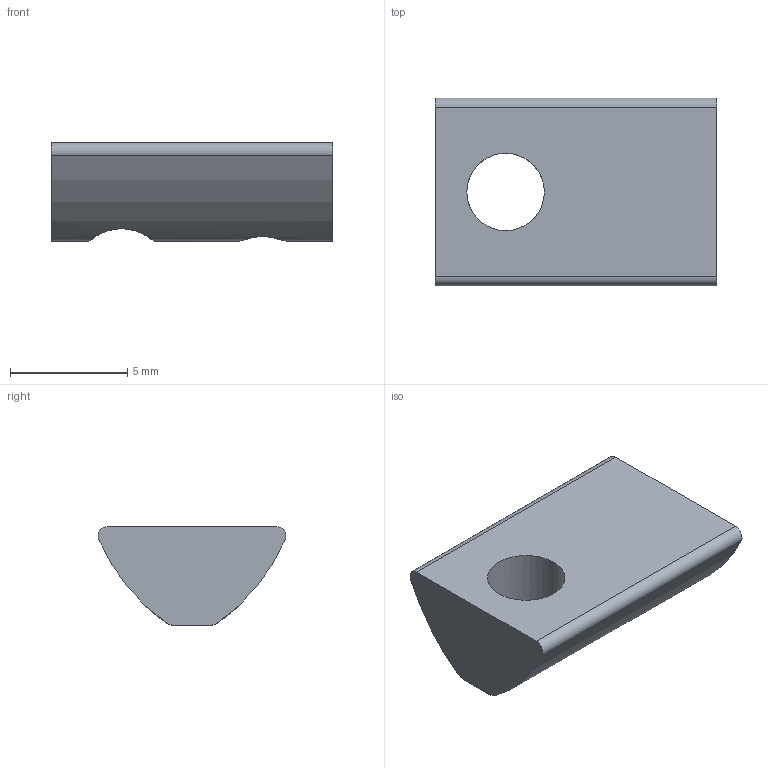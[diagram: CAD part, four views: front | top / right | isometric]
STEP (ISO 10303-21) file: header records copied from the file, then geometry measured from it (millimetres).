
FILE_DESCRIPTION(('STEP AP203'),'1');
FILE_NAME('FIXE05E1198.stp','2025-04-15T09:23:09',(' '),(' '),'Spatial InterOp 3D',' ',' ');
FILE_SCHEMA(('CONFIG_CONTROL_DESIGN'));
Length unit declared in the file: millimetre
Products named in the file (1): Écrou 5 St M4
Bounding box: 12 x 8 x 4.2 mm (x, y, z)
Volume: 237.4 mm3; surface area: 339.3 mm2
Topology: 1 solids, 1 shells, 19 faces, 56 edges, 37 vertices
Faces by surface type: cylinder 12, plane 6, cone 1
Full cylindrical faces by diameter (mm): 3 x1, 3.3 x1
Entity records: 784 total; most frequent: CARTESIAN_POINT 185, ORIENTED_EDGE 100, DIRECTION 96, EDGE_CURVE 50, AXIS2_PLACEMENT_3D 38, VERTEX_POINT 35, EDGE_LOOP 22, FACE_OUTER_BOUND 21
